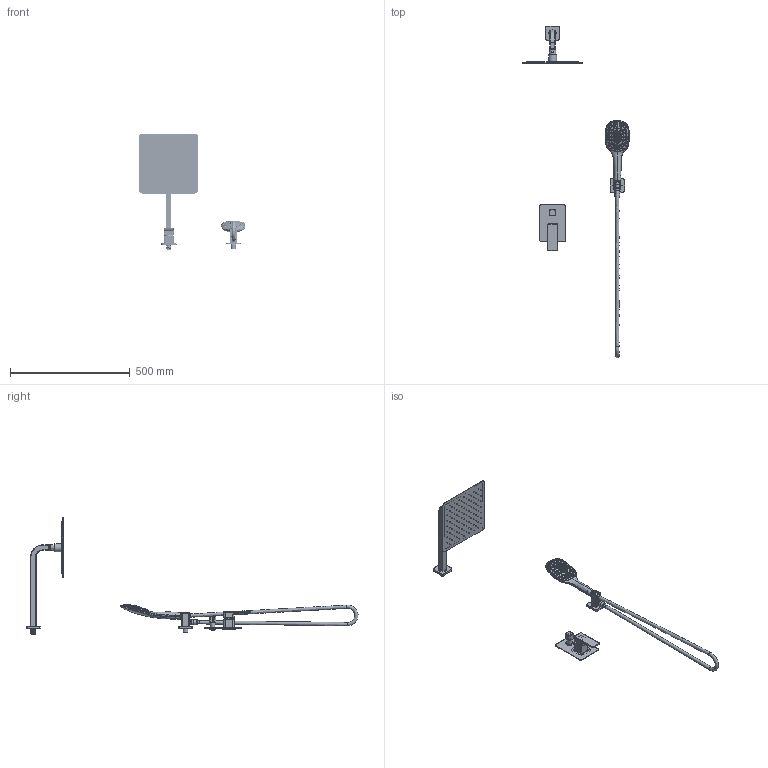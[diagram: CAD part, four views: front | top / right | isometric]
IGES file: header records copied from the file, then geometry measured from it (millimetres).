
Global section: file name: 4cecf87d-f937-4cfa-8dfc-ccc4686560f9; native system: unknown; preprocessor: unknown; author: unknown; organization: unknown; date: 20191214.214907; units: millimetre
Bounding box: 444.64 x 1385.43 x 485.92 mm (x, y, z)
Volume: 997869.5 mm3; surface area: 568966.5 mm2
Topology: 44 solids, 44 shells, 6418 faces, 17118 edges, 10959 vertices
Faces by surface type: bspline 6418
